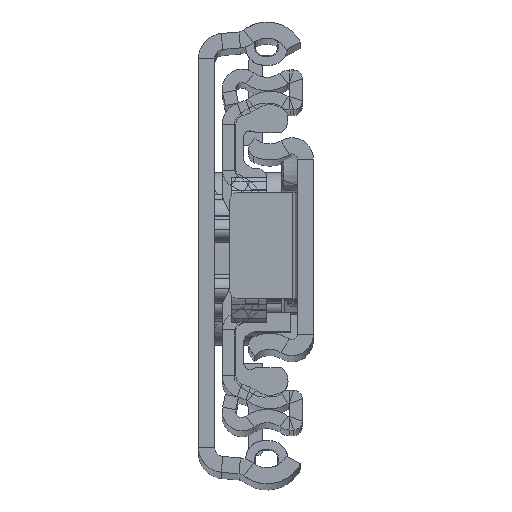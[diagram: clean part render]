
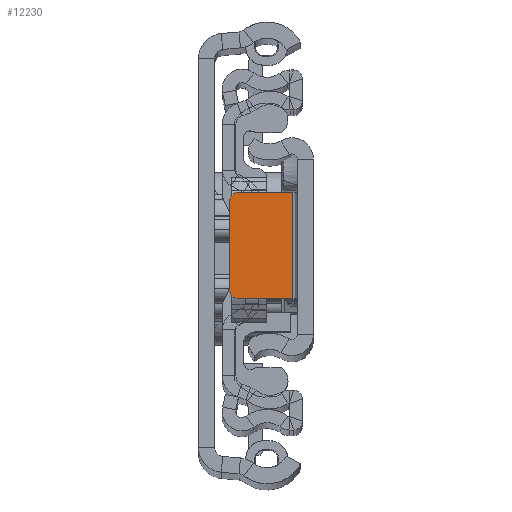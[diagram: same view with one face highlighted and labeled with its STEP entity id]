
A CAD part, top view. The second image highlights one B-rep face of the part: STEP entity #12230.
In plain terms, the highlighted planar face has unit normal (0, 0, 1).
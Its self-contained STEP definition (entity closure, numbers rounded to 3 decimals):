
#62 = CARTESIAN_POINT ( 'NONE',  ( -9.4, 6.151, -6.8 ) ) ;
#102 = CARTESIAN_POINT ( 'NONE',  ( -8.4, 5.151, -6.8 ) ) ;
#655 = PLANE ( 'NONE',  #18962 ) ;
#842 = VERTEX_POINT ( 'NONE', #2246 ) ;
#948 = DIRECTION ( 'NONE',  ( 0., 0., 1. ) ) ;
#1295 = VECTOR ( 'NONE', #18067, 1000. ) ;
#1518 = LINE ( 'NONE', #15299, #1295 ) ;
#1571 = VERTEX_POINT ( 'NONE', #2164 ) ;
#2164 = CARTESIAN_POINT ( 'NONE',  ( -2.3, 6.151, -6.8 ) ) ;
#2246 = CARTESIAN_POINT ( 'NONE',  ( -9.4, 5.151, -6.8 ) ) ;
#2415 = DIRECTION ( 'NONE',  ( 1., 0., 0. ) ) ;
#2703 = EDGE_CURVE ( 'NONE', #24667, #14196, #12676, .T. ) ;
#3317 = ORIENTED_EDGE ( 'NONE', *, *, #7764, .T. ) ;
#3526 = ORIENTED_EDGE ( 'NONE', *, *, #21063, .F. ) ;
#4190 = CARTESIAN_POINT ( 'NONE',  ( -9.4, -5.849, -6.8 ) ) ;
#6955 = VECTOR ( 'NONE', #25539, 1000. ) ;
#7764 = EDGE_CURVE ( 'NONE', #10640, #842, #14359, .T. ) ;
#9426 = VECTOR ( 'NONE', #9480, 1000. ) ;
#9480 = DIRECTION ( 'NONE',  ( 0., 1., 0. ) ) ;
#9758 = CARTESIAN_POINT ( 'NONE',  ( -8.4, -4.849, -6.8 ) ) ;
#10316 = CARTESIAN_POINT ( 'NONE',  ( -9.4, -4.849, -6.8 ) ) ;
#10640 = VERTEX_POINT ( 'NONE', #29871 ) ;
#11677 = LINE ( 'NONE', #62, #9426 ) ;
#12230 = ADVANCED_FACE ( 'NONE', ( #19657 ), #655, .T. ) ;
#12676 = CIRCLE ( 'NONE', #19574, 1. ) ;
#13325 = LINE ( 'NONE', #4190, #6955 ) ;
#13688 = CARTESIAN_POINT ( 'NONE',  ( -2.3, 6.151, -6.8 ) ) ;
#13865 = AXIS2_PLACEMENT_3D ( 'NONE', #102, #14177, #2415 ) ;
#14177 = DIRECTION ( 'NONE',  ( 0., 0., 1. ) ) ;
#14196 = VERTEX_POINT ( 'NONE', #24083 ) ;
#14359 = CIRCLE ( 'NONE', #13865, 1. ) ;
#14391 = DIRECTION ( 'NONE',  ( 1., 0., 0. ) ) ;
#14894 = VECTOR ( 'NONE', #23256, 1000. ) ;
#15012 = CARTESIAN_POINT ( 'NONE',  ( 0., 0., -6.8 ) ) ;
#15299 = CARTESIAN_POINT ( 'NONE',  ( -1.8, 6.151, -6.8 ) ) ;
#17333 = DIRECTION ( 'NONE',  ( 1., 0., 0. ) ) ;
#18067 = DIRECTION ( 'NONE',  ( 1., 0., 0. ) ) ;
#18131 = EDGE_CURVE ( 'NONE', #24667, #842, #11677, .T. ) ;
#18909 = ORIENTED_EDGE ( 'NONE', *, *, #18131, .F. ) ;
#18962 = AXIS2_PLACEMENT_3D ( 'NONE', #15012, #29108, #17333 ) ;
#18990 = ORIENTED_EDGE ( 'NONE', *, *, #22967, .F. ) ;
#19574 = AXIS2_PLACEMENT_3D ( 'NONE', #9758, #948, #14391 ) ;
#19657 = FACE_OUTER_BOUND ( 'NONE', #20886, .T. ) ;
#20886 = EDGE_LOOP ( 'NONE', ( #18909, #28587, #3526, #18990, #23980, #3317 ) ) ;
#21063 = EDGE_CURVE ( 'NONE', #29495, #14196, #13325, .T. ) ;
#22967 = EDGE_CURVE ( 'NONE', #1571, #29495, #27753, .T. ) ;
#23256 = DIRECTION ( 'NONE',  ( 0., -1., 0. ) ) ;
#23980 = ORIENTED_EDGE ( 'NONE', *, *, #29660, .F. ) ;
#24083 = CARTESIAN_POINT ( 'NONE',  ( -8.4, -5.849, -6.8 ) ) ;
#24667 = VERTEX_POINT ( 'NONE', #10316 ) ;
#25539 = DIRECTION ( 'NONE',  ( -1., 0., 0. ) ) ;
#26456 = CARTESIAN_POINT ( 'NONE',  ( -2.3, -5.849, -6.8 ) ) ;
#27753 = LINE ( 'NONE', #13688, #14894 ) ;
#28587 = ORIENTED_EDGE ( 'NONE', *, *, #2703, .T. ) ;
#29108 = DIRECTION ( 'NONE',  ( 0., 0., 1. ) ) ;
#29495 = VERTEX_POINT ( 'NONE', #26456 ) ;
#29660 = EDGE_CURVE ( 'NONE', #10640, #1571, #1518, .T. ) ;
#29871 = CARTESIAN_POINT ( 'NONE',  ( -8.4, 6.151, -6.8 ) ) ;
